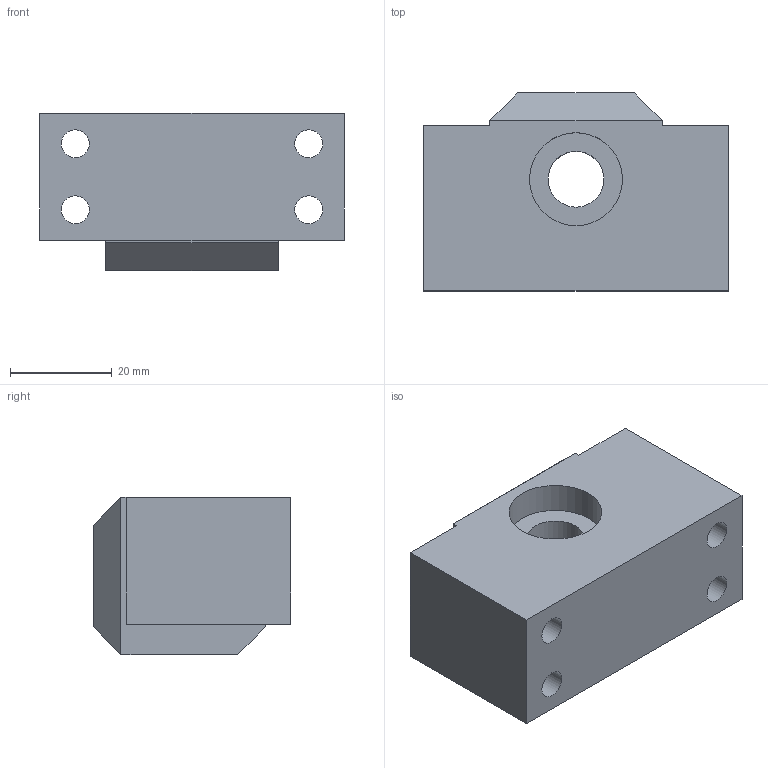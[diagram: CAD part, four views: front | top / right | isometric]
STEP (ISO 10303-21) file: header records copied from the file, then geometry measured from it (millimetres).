
FILE_DESCRIPTION(('FreeCAD Model'),'2;1');
FILE_NAME('Open CASCADE Shape Model','2024-12-23T18:11:11',(''),(''), 'Open CASCADE STEP processor 7.8','FreeCAD','Unknown');
FILE_SCHEMA(('AUTOMOTIVE_DESIGN { 1 0 10303 214 1 1 1 1 }'));
Length unit declared in the file: millimetre
Products named in the file (1): BK10Axial
Bounding box: 60 x 39 x 31 mm (x, y, z)
Volume: 49557.3 mm3; surface area: 13018.8 mm2
Topology: 1 solids, 1 shells, 35 faces, 76 edges, 49 vertices
Faces by surface type: plane 23, cylinder 11, cone 1
Full cylindrical faces by diameter (mm): 5.5 x4, 10 x4, 11 x1, 18.3 x2
Entity records: 2020 total; most frequent: CARTESIAN_POINT 386, DIRECTION 310, LINE 182, VECTOR 182, ORIENTED_EDGE 152, PCURVE 152, DEFINITIONAL_REPRESENTATION 152, EDGE_CURVE 76
